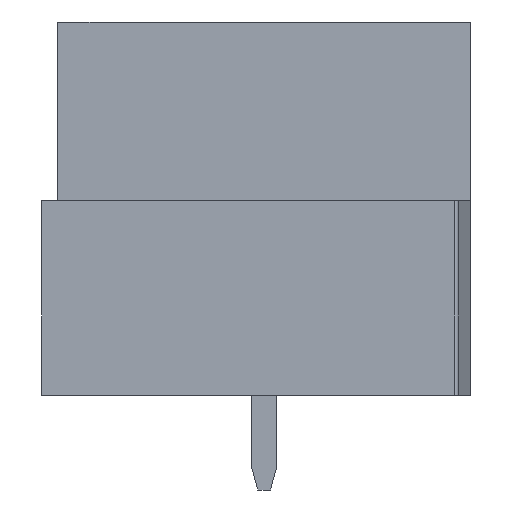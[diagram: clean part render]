
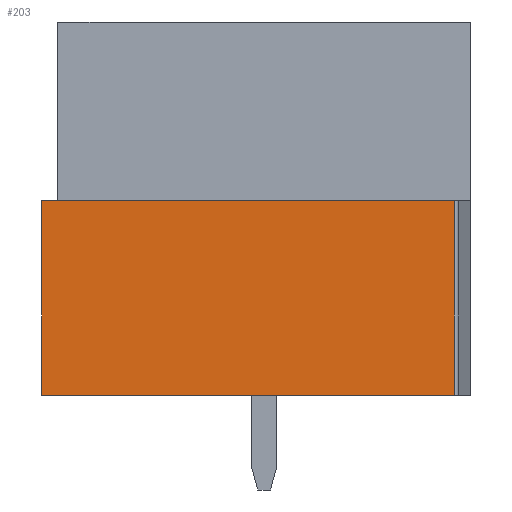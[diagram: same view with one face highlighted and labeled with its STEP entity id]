
A CAD part, front view. The second image highlights one B-rep face of the part: STEP entity #203.
In plain terms, the highlighted planar face has unit normal (0, -1, 0).
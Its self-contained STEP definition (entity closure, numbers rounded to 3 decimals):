
#203 = ADVANCED_FACE( 'F279', ( #479 ), #480, .T. );
#479 = FACE_OUTER_BOUND( '', #835, .T. );
#480 = PLANE( '', #836 );
#835 = EDGE_LOOP( '', ( #1341, #1342, #1343, #1344 ) );
#836 = AXIS2_PLACEMENT_3D( '', #1345, #1346, #1347 );
#1341 = ORIENTED_EDGE( '', *, *, #2097, .T. );
#1342 = ORIENTED_EDGE( '', *, *, #2228, .T. );
#1343 = ORIENTED_EDGE( '', *, *, #2229, .T. );
#1344 = ORIENTED_EDGE( '', *, *, #2230, .T. );
#1345 = CARTESIAN_POINT( '', ( -15.487, -9.8, 0.442 ) );
#1346 = DIRECTION( '', ( 0., -1., 0. ) );
#1347 = DIRECTION( '', ( 1., 0., 0. ) );
#2097 = EDGE_CURVE( '', #2491, #2492, #2493, .T. );
#2228 = EDGE_CURVE( '', #2492, #2718, #2719, .T. );
#2229 = EDGE_CURVE( '', #2718, #2720, #2721, .T. );
#2230 = EDGE_CURVE( '', #2720, #2491, #2722, .T. );
#2491 = VERTEX_POINT( '', #3061 );
#2492 = VERTEX_POINT( '', #3062 );
#2493 = LINE( '', #3063, #3064 );
#2718 = VERTEX_POINT( '', #3386 );
#2719 = LINE( '', #3387, #3388 );
#2720 = VERTEX_POINT( '', #3389 );
#2721 = LINE( '', #3390, #3391 );
#2722 = LINE( '', #3392, #3393 );
#3061 = CARTESIAN_POINT( '', ( -15.84, -9.8, 0. ) );
#3062 = CARTESIAN_POINT( '', ( -0.6, -9.8, 0. ) );
#3063 = CARTESIAN_POINT( '', ( -14.2, -9.8, 0. ) );
#3064 = VECTOR( '', #3840, 1000. );
#3386 = CARTESIAN_POINT( '', ( -0.6, -9.8, 7.2 ) );
#3387 = CARTESIAN_POINT( '', ( -0.6, -9.8, -11.5 ) );
#3388 = VECTOR( '', #3974, 1000. );
#3389 = CARTESIAN_POINT( '', ( -15.84, -9.8, 7.2 ) );
#3390 = CARTESIAN_POINT( '', ( -15.12, -9.8, 7.2 ) );
#3391 = VECTOR( '', #3975, 1000. );
#3392 = CARTESIAN_POINT( '', ( -15.84, -9.8, -11.5 ) );
#3393 = VECTOR( '', #3976, 1000. );
#3840 = DIRECTION( '', ( 1., 0., 0. ) );
#3974 = DIRECTION( '', ( 0., 0., 1. ) );
#3975 = DIRECTION( '', ( -1., 0., 0. ) );
#3976 = DIRECTION( '', ( 0., 0., -1. ) );
